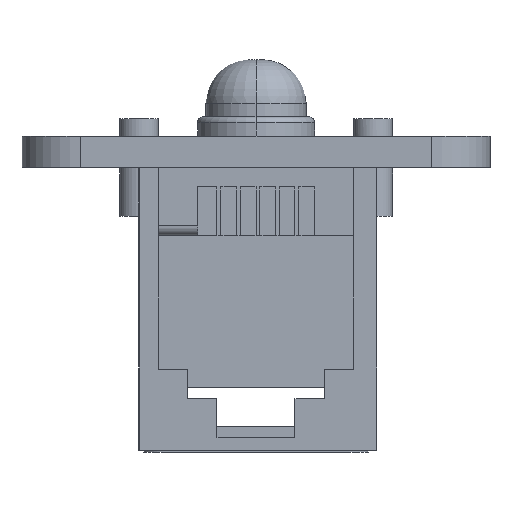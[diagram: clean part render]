
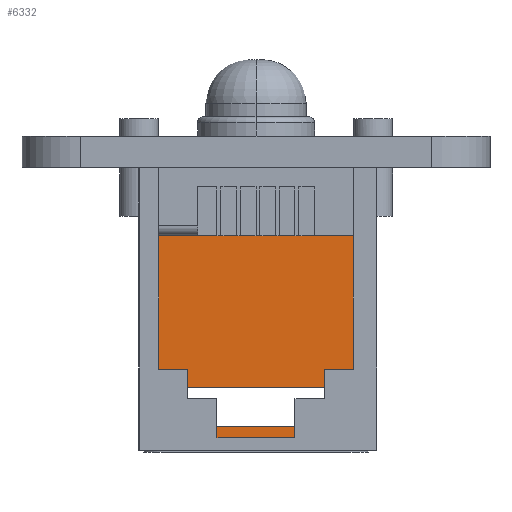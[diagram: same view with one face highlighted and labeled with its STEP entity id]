
A CAD part, left-side view. The second image highlights one B-rep face of the part: STEP entity #6332.
In plain terms, the highlighted planar face has unit normal (1, 0, 0).
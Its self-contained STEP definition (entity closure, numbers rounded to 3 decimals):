
#50 = CARTESIAN_POINT ( 'NONE',  ( -24.298, 6.591, 35.655 ) ) ;
#174 = CARTESIAN_POINT ( 'NONE',  ( -24.298, -3.209, 35.655 ) ) ;
#272 = VERTEX_POINT ( 'NONE', #4094 ) ;
#373 = CARTESIAN_POINT ( 'NONE',  ( -24.298, 6.591, 33.655 ) ) ;
#422 = DIRECTION ( 'NONE',  ( 0., -1., 0. ) ) ;
#511 = CARTESIAN_POINT ( 'NONE',  ( -24.298, -3.209, 33.655 ) ) ;
#585 = ORIENTED_EDGE ( 'NONE', *, *, #1818, .F. ) ;
#586 = LINE ( 'NONE', #2437, #6005 ) ;
#734 = EDGE_CURVE ( 'NONE', #6566, #6196, #5564, .T. ) ;
#737 = ORIENTED_EDGE ( 'NONE', *, *, #2804, .F. ) ;
#1088 = LINE ( 'NONE', #511, #3848 ) ;
#1092 = ORIENTED_EDGE ( 'NONE', *, *, #5939, .T. ) ;
#1135 = VECTOR ( 'NONE', #2274, 1000. ) ;
#1138 = EDGE_CURVE ( 'NONE', #6448, #6917, #6553, .T. ) ;
#1177 = LINE ( 'NONE', #6701, #3789 ) ;
#1264 = EDGE_CURVE ( 'NONE', #3764, #6448, #3482, .T. ) ;
#1276 = VECTOR ( 'NONE', #2694, 1000. ) ;
#1299 = CARTESIAN_POINT ( 'NONE',  ( -24.298, -4.409, 32.455 ) ) ;
#1317 = EDGE_LOOP ( 'NONE', ( #3358, #737, #2290, #3703, #5110, #1092, #3861, #6694 ) ) ;
#1477 = LINE ( 'NONE', #5757, #2693 ) ;
#1527 = VERTEX_POINT ( 'NONE', #1299 ) ;
#1621 = LINE ( 'NONE', #4272, #6899 ) ;
#1743 = EDGE_CURVE ( 'NONE', #272, #6566, #6877, .T. ) ;
#1748 = CARTESIAN_POINT ( 'NONE',  ( -24.298, -4.409, 46.955 ) ) ;
#1818 = EDGE_CURVE ( 'NONE', #6196, #1967, #5614, .T. ) ;
#1967 = VERTEX_POINT ( 'NONE', #174 ) ;
#2116 = CARTESIAN_POINT ( 'NONE',  ( -24.298, 7.791, 46.955 ) ) ;
#2154 = DIRECTION ( 'NONE',  ( 0., 0., -1. ) ) ;
#2188 = CARTESIAN_POINT ( 'NONE',  ( -24.298, 7.791, 46.955 ) ) ;
#2212 = FACE_BOUND ( 'NONE', #5244, .T. ) ;
#2274 = DIRECTION ( 'NONE',  ( 0., 1., 0. ) ) ;
#2290 = ORIENTED_EDGE ( 'NONE', *, *, #6743, .F. ) ;
#2332 = VERTEX_POINT ( 'NONE', #5605 ) ;
#2437 = CARTESIAN_POINT ( 'NONE',  ( -24.298, -3.209, 46.955 ) ) ;
#2473 = CARTESIAN_POINT ( 'NONE',  ( -24.298, 6.791, 46.955 ) ) ;
#2476 = DIRECTION ( 'NONE',  ( 0., 1., 0. ) ) ;
#2693 = VECTOR ( 'NONE', #3112, 1000. ) ;
#2694 = DIRECTION ( 'NONE',  ( 0., 0., -1. ) ) ;
#2804 = EDGE_CURVE ( 'NONE', #6397, #3764, #1177, .T. ) ;
#2849 = CARTESIAN_POINT ( 'NONE',  ( -24.298, -4.409, 46.955 ) ) ;
#3112 = DIRECTION ( 'NONE',  ( 0., 1., 0. ) ) ;
#3209 = ORIENTED_EDGE ( 'NONE', *, *, #1743, .F. ) ;
#3358 = ORIENTED_EDGE ( 'NONE', *, *, #1264, .F. ) ;
#3389 = DIRECTION ( 'NONE',  ( 0., 0., 1. ) ) ;
#3431 = CARTESIAN_POINT ( 'NONE',  ( -24.298, 6.791, 45.955 ) ) ;
#3482 = LINE ( 'NONE', #3431, #6134 ) ;
#3651 = EDGE_CURVE ( 'NONE', #6484, #1527, #6377, .T. ) ;
#3703 = ORIENTED_EDGE ( 'NONE', *, *, #4768, .F. ) ;
#3764 = VERTEX_POINT ( 'NONE', #5312 ) ;
#3789 = VECTOR ( 'NONE', #6184, 1000. ) ;
#3848 = VECTOR ( 'NONE', #4194, 1000. ) ;
#3861 = ORIENTED_EDGE ( 'NONE', *, *, #4775, .F. ) ;
#3989 = VECTOR ( 'NONE', #6409, 1000. ) ;
#4065 = LINE ( 'NONE', #2188, #1276 ) ;
#4094 = CARTESIAN_POINT ( 'NONE',  ( -24.298, -3.209, 33.655 ) ) ;
#4138 = CARTESIAN_POINT ( 'NONE',  ( -24.298, 6.591, 33.655 ) ) ;
#4194 = DIRECTION ( 'NONE',  ( 0., 0., -1. ) ) ;
#4260 = CARTESIAN_POINT ( 'NONE',  ( -24.298, -4.409, 46.955 ) ) ;
#4272 = CARTESIAN_POINT ( 'NONE',  ( -24.298, -4.409, 46.955 ) ) ;
#4607 = CARTESIAN_POINT ( 'NONE',  ( -24.298, -4.409, 46.955 ) ) ;
#4624 = ORIENTED_EDGE ( 'NONE', *, *, #6888, .F. ) ;
#4768 = EDGE_CURVE ( 'NONE', #6484, #6162, #1621, .T. ) ;
#4775 = EDGE_CURVE ( 'NONE', #6917, #2332, #4065, .T. ) ;
#4813 = DIRECTION ( 'NONE',  ( 0., 1., 0. ) ) ;
#4955 = VECTOR ( 'NONE', #2154, 1000. ) ;
#5000 = DIRECTION ( 'NONE',  ( 0., 0., 1. ) ) ;
#5080 = DIRECTION ( 'NONE',  ( 0., 0., -1. ) ) ;
#5110 = ORIENTED_EDGE ( 'NONE', *, *, #3651, .T. ) ;
#5244 = EDGE_LOOP ( 'NONE', ( #5851, #3209, #4624, #585 ) ) ;
#5312 = CARTESIAN_POINT ( 'NONE',  ( -24.298, 6.791, 45.955 ) ) ;
#5346 = AXIS2_PLACEMENT_3D ( 'NONE', #2849, #6567, #3389 ) ;
#5440 = VECTOR ( 'NONE', #2476, 1000. ) ;
#5564 = LINE ( 'NONE', #5866, #3989 ) ;
#5605 = CARTESIAN_POINT ( 'NONE',  ( -24.298, 7.791, 32.455 ) ) ;
#5614 = LINE ( 'NONE', #6763, #6705 ) ;
#5757 = CARTESIAN_POINT ( 'NONE',  ( -24.298, -4.409, 32.455 ) ) ;
#5851 = ORIENTED_EDGE ( 'NONE', *, *, #734, .F. ) ;
#5866 = CARTESIAN_POINT ( 'NONE',  ( -24.298, 6.591, 33.655 ) ) ;
#5939 = EDGE_CURVE ( 'NONE', #1527, #2332, #1477, .T. ) ;
#6005 = VECTOR ( 'NONE', #5080, 1000. ) ;
#6070 = FACE_OUTER_BOUND ( 'NONE', #1317, .T. ) ;
#6134 = VECTOR ( 'NONE', #5000, 1000. ) ;
#6162 = VERTEX_POINT ( 'NONE', #6388 ) ;
#6184 = DIRECTION ( 'NONE',  ( 0., 1., 0. ) ) ;
#6196 = VERTEX_POINT ( 'NONE', #50 ) ;
#6332 = ADVANCED_FACE ( 'NONE', ( #2212, #6070 ), #6536, .T. ) ;
#6377 = LINE ( 'NONE', #4260, #4955 ) ;
#6388 = CARTESIAN_POINT ( 'NONE',  ( -24.298, -3.209, 46.955 ) ) ;
#6397 = VERTEX_POINT ( 'NONE', #6669 ) ;
#6409 = DIRECTION ( 'NONE',  ( 0., 0., 1. ) ) ;
#6448 = VERTEX_POINT ( 'NONE', #2473 ) ;
#6484 = VERTEX_POINT ( 'NONE', #4607 ) ;
#6536 = PLANE ( 'NONE',  #5346 ) ;
#6553 = LINE ( 'NONE', #1748, #1135 ) ;
#6566 = VERTEX_POINT ( 'NONE', #4138 ) ;
#6567 = DIRECTION ( 'NONE',  ( 1., 0., 0. ) ) ;
#6669 = CARTESIAN_POINT ( 'NONE',  ( -24.298, -3.209, 45.955 ) ) ;
#6694 = ORIENTED_EDGE ( 'NONE', *, *, #1138, .F. ) ;
#6701 = CARTESIAN_POINT ( 'NONE',  ( -24.298, -3.209, 45.955 ) ) ;
#6705 = VECTOR ( 'NONE', #422, 1000. ) ;
#6743 = EDGE_CURVE ( 'NONE', #6162, #6397, #586, .T. ) ;
#6763 = CARTESIAN_POINT ( 'NONE',  ( -24.298, 6.591, 35.655 ) ) ;
#6877 = LINE ( 'NONE', #373, #5440 ) ;
#6888 = EDGE_CURVE ( 'NONE', #1967, #272, #1088, .T. ) ;
#6899 = VECTOR ( 'NONE', #4813, 1000. ) ;
#6917 = VERTEX_POINT ( 'NONE', #2116 ) ;
